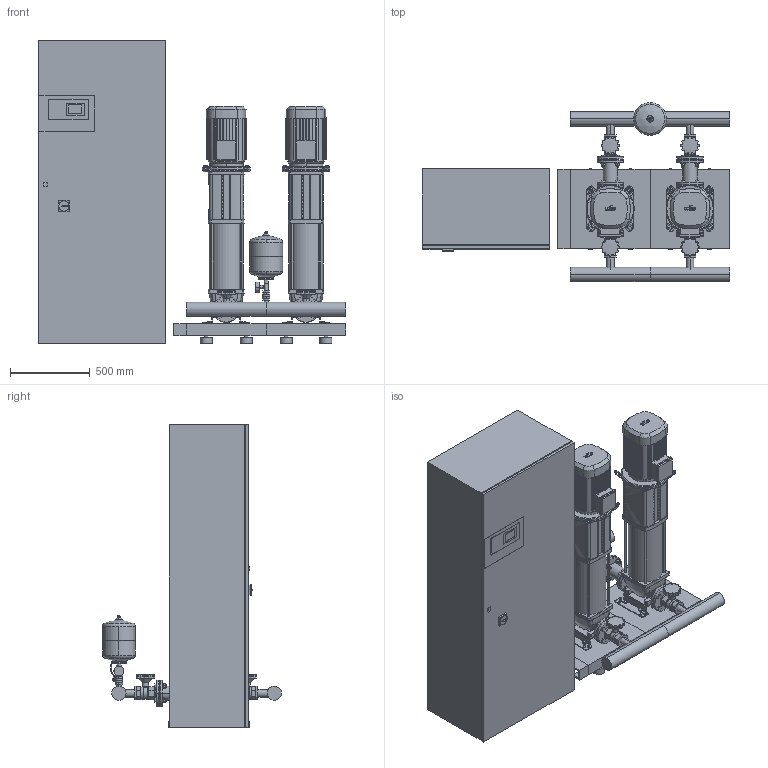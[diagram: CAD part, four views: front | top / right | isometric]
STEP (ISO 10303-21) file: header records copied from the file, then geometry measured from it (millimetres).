
FILE_DESCRIPTION((''),'2;1');
FILE_NAME('3d_COR-2HELIXV2208_K_CC-01-2530553.stp','2016-01-25T07:22:24',(''),(''),'Mechanical Desktop 2009','Mechanical Desktop 2009',', , ');
FILE_SCHEMA(('CONFIG_CONTROL_DESIGN'));
Length unit declared in the file: millimetre
Products named in the file (1): Product
Bounding box: 1930 x 1122.45 x 1900 mm (x, y, z)
Volume: 899084491.7 mm3; surface area: 14977191.4 mm2
Topology: 115 solids, 115 shells, 4006 faces, 10125 edges, 6595 vertices
Faces by surface type: plane 1656, cylinder 1066, bspline 950, cone 196, torus 132, sphere 6
Entity records: 133192 total; most frequent: CARTESIAN_POINT 36739, ORIENTED_EDGE 20250, DIRECTION 19063, EDGE_CURVE 10125, VERTEX_POINT 6590, AXIS2_PLACEMENT_3D 6385, VECTOR 6293, LINE 6293
